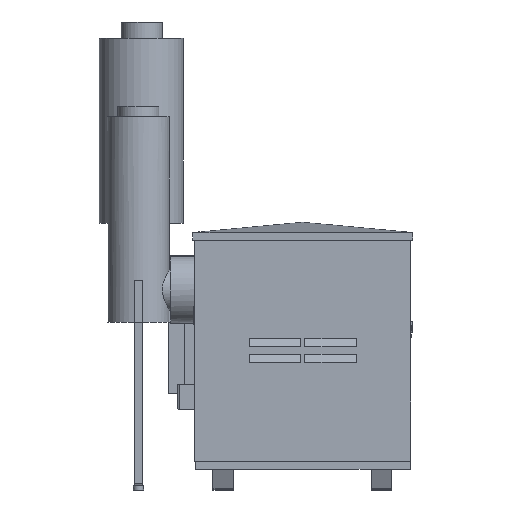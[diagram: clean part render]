
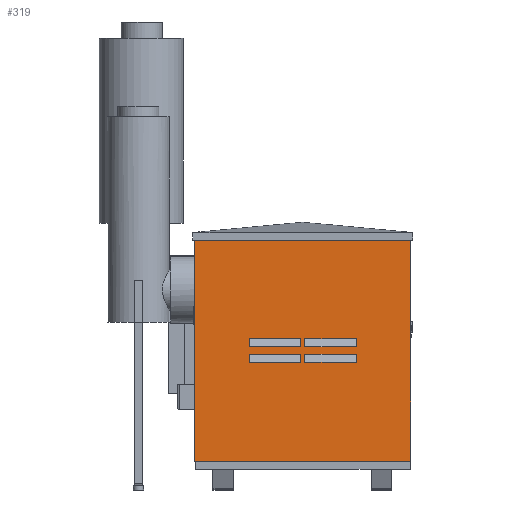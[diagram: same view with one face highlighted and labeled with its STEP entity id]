
A CAD part, left-side view. The second image highlights one B-rep face of the part: STEP entity #319.
In plain terms, the highlighted planar face has unit normal (-1, 0, 0).
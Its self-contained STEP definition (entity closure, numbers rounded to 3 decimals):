
#319 = ADVANCED_FACE( '', ( #819, #820, #821, #822, #823 ), #824, .T. );
#819 = FACE_OUTER_BOUND( '', #1519, .T. );
#820 = FACE_BOUND( '', #1520, .T. );
#821 = FACE_BOUND( '', #1521, .T. );
#822 = FACE_BOUND( '', #1522, .T. );
#823 = FACE_BOUND( '', #1523, .T. );
#824 = PLANE( '', #1524 );
#1519 = EDGE_LOOP( '', ( #2464, #2465, #2466, #2467 ) );
#1520 = EDGE_LOOP( '', ( #2468, #2469, #2470, #2471 ) );
#1521 = EDGE_LOOP( '', ( #2472, #2473, #2474, #2475 ) );
#1522 = EDGE_LOOP( '', ( #2476, #2477, #2478, #2479 ) );
#1523 = EDGE_LOOP( '', ( #2480, #2481, #2482, #2483 ) );
#1524 = AXIS2_PLACEMENT_3D( '', #2484, #2485, #2486 );
#2464 = ORIENTED_EDGE( '', *, *, #4143, .F. );
#2465 = ORIENTED_EDGE( '', *, *, #4144, .T. );
#2466 = ORIENTED_EDGE( '', *, *, #4012, .T. );
#2467 = ORIENTED_EDGE( '', *, *, #4145, .F. );
#2468 = ORIENTED_EDGE( '', *, *, #4146, .T. );
#2469 = ORIENTED_EDGE( '', *, *, #3971, .F. );
#2470 = ORIENTED_EDGE( '', *, *, #4147, .F. );
#2471 = ORIENTED_EDGE( '', *, *, #4148, .T. );
#2472 = ORIENTED_EDGE( '', *, *, #4149, .T. );
#2473 = ORIENTED_EDGE( '', *, *, #4050, .F. );
#2474 = ORIENTED_EDGE( '', *, *, #4035, .F. );
#2475 = ORIENTED_EDGE( '', *, *, #4150, .T. );
#2476 = ORIENTED_EDGE( '', *, *, #4151, .F. );
#2477 = ORIENTED_EDGE( '', *, *, #4152, .F. );
#2478 = ORIENTED_EDGE( '', *, *, #4153, .T. );
#2479 = ORIENTED_EDGE( '', *, *, #4154, .T. );
#2480 = ORIENTED_EDGE( '', *, *, #4155, .F. );
#2481 = ORIENTED_EDGE( '', *, *, #4043, .F. );
#2482 = ORIENTED_EDGE( '', *, *, #4131, .T. );
#2483 = ORIENTED_EDGE( '', *, *, #4156, .T. );
#2484 = CARTESIAN_POINT( '', ( 121.047, 1246.57, 1284.828 ) );
#2485 = DIRECTION( '', ( -1., 0., 0. ) );
#2486 = DIRECTION( '', ( 0., 1., 0. ) );
#3971 = EDGE_CURVE( '', #4735, #4738, #4739, .T. );
#4012 = EDGE_CURVE( '', #4809, #4810, #4811, .T. );
#4035 = EDGE_CURVE( '', #4849, #4851, #4852, .T. );
#4043 = EDGE_CURVE( '', #4862, #4864, #4865, .T. );
#4050 = EDGE_CURVE( '', #4851, #4875, #4876, .T. );
#4131 = EDGE_CURVE( '', #4862, #5013, #5015, .T. );
#4143 = EDGE_CURVE( '', #5033, #5034, #5035, .T. );
#4144 = EDGE_CURVE( '', #5033, #4809, #5036, .T. );
#4145 = EDGE_CURVE( '', #5034, #4810, #5037, .T. );
#4146 = EDGE_CURVE( '', #5038, #4738, #5039, .T. );
#4147 = EDGE_CURVE( '', #5040, #4735, #5041, .T. );
#4148 = EDGE_CURVE( '', #5040, #5038, #5042, .T. );
#4149 = EDGE_CURVE( '', #5043, #4875, #5044, .T. );
#4150 = EDGE_CURVE( '', #4849, #5043, #5045, .T. );
#4151 = EDGE_CURVE( '', #5046, #5047, #5048, .T. );
#4152 = EDGE_CURVE( '', #5049, #5046, #5050, .T. );
#4153 = EDGE_CURVE( '', #5049, #5051, #5052, .T. );
#4154 = EDGE_CURVE( '', #5051, #5047, #5053, .T. );
#4155 = EDGE_CURVE( '', #4864, #5054, #5055, .T. );
#4156 = EDGE_CURVE( '', #5013, #5054, #5056, .T. );
#4735 = VERTEX_POINT( '', #5825 );
#4738 = VERTEX_POINT( '', #5829 );
#4739 = LINE( '', #5830, #5831 );
#4809 = VERTEX_POINT( '', #5926 );
#4810 = VERTEX_POINT( '', #5927 );
#4811 = LINE( '', #5928, #5929 );
#4849 = VERTEX_POINT( '', #5982 );
#4851 = VERTEX_POINT( '', #5985 );
#4852 = LINE( '', #5986, #5987 );
#4862 = VERTEX_POINT( '', #5999 );
#4864 = VERTEX_POINT( '', #6002 );
#4865 = LINE( '', #6003, #6004 );
#4875 = VERTEX_POINT( '', #6016 );
#4876 = LINE( '', #6017, #6018 );
#5013 = VERTEX_POINT( '', #6435 );
#5015 = LINE( '', #6438, #6439 );
#5033 = VERTEX_POINT( '', #6460 );
#5034 = VERTEX_POINT( '', #6461 );
#5035 = LINE( '', #6462, #6463 );
#5036 = LINE( '', #6464, #6465 );
#5037 = LINE( '', #6466, #6467 );
#5038 = VERTEX_POINT( '', #6468 );
#5039 = LINE( '', #6469, #6470 );
#5040 = VERTEX_POINT( '', #6471 );
#5041 = LINE( '', #6472, #6473 );
#5042 = LINE( '', #6474, #6475 );
#5043 = VERTEX_POINT( '', #6476 );
#5044 = LINE( '', #6477, #6478 );
#5045 = LINE( '', #6479, #6480 );
#5046 = VERTEX_POINT( '', #6481 );
#5047 = VERTEX_POINT( '', #6482 );
#5048 = LINE( '', #6483, #6484 );
#5049 = VERTEX_POINT( '', #6485 );
#5050 = LINE( '', #6486, #6487 );
#5051 = VERTEX_POINT( '', #6488 );
#5052 = LINE( '', #6489, #6490 );
#5053 = LINE( '', #6491, #6492 );
#5054 = VERTEX_POINT( '', #6493 );
#5055 = LINE( '', #6494, #6495 );
#5056 = LINE( '', #6496, #6497 );
#5825 = CARTESIAN_POINT( '', ( 121.047, 1781.57, -272.477 ) );
#5829 = CARTESIAN_POINT( '', ( 121.047, 2031.57, -272.477 ) );
#5830 = CARTESIAN_POINT( '', ( 121.047, -1098.977, -272.477 ) );
#5831 = VECTOR( '', #7461, 1000. );
#5926 = CARTESIAN_POINT( '', ( 121.047, 2296.57, 206.025 ) );
#5927 = CARTESIAN_POINT( '', ( 121.047, 2296.57, -869.477 ) );
#5928 = CARTESIAN_POINT( '', ( 121.047, 2296.57, 1284.828 ) );
#5929 = VECTOR( '', #7505, 1000. );
#5982 = CARTESIAN_POINT( '', ( 121.047, 1781.57, -387.477 ) );
#5985 = CARTESIAN_POINT( '', ( 121.047, 1781.57, -347.477 ) );
#5986 = CARTESIAN_POINT( '', ( 121.047, 1781.57, -347.477 ) );
#5987 = VECTOR( '', #7537, 1000. );
#5999 = CARTESIAN_POINT( '', ( 121.047, 1761.57, -312.477 ) );
#6002 = CARTESIAN_POINT( '', ( 121.047, 1511.57, -312.477 ) );
#6003 = CARTESIAN_POINT( '', ( 121.047, 4642.118, -312.477 ) );
#6004 = VECTOR( '', #7547, 1000. );
#6016 = CARTESIAN_POINT( '', ( 121.047, 2031.57, -347.477 ) );
#6017 = CARTESIAN_POINT( '', ( 121.047, -1098.977, -347.477 ) );
#6018 = VECTOR( '', #7556, 1000. );
#6435 = CARTESIAN_POINT( '', ( 121.047, 1761.57, -272.477 ) );
#6438 = CARTESIAN_POINT( '', ( 121.047, 1761.57, -272.477 ) );
#6439 = VECTOR( '', #7659, 1000. );
#6460 = CARTESIAN_POINT( '', ( 121.047, 1246.57, 206.025 ) );
#6461 = CARTESIAN_POINT( '', ( 121.047, 1246.57, -869.477 ) );
#6462 = CARTESIAN_POINT( '', ( 121.047, 1246.57, 1284.828 ) );
#6463 = VECTOR( '', #7678, 1000. );
#6464 = CARTESIAN_POINT( '', ( 121.047, 1246.57, 206.025 ) );
#6465 = VECTOR( '', #7679, 1000. );
#6466 = CARTESIAN_POINT( '', ( 121.047, 1246.57, -869.477 ) );
#6467 = VECTOR( '', #7680, 1000. );
#6468 = CARTESIAN_POINT( '', ( 121.047, 2031.57, -312.477 ) );
#6469 = CARTESIAN_POINT( '', ( 121.047, 2031.57, -272.477 ) );
#6470 = VECTOR( '', #7681, 1000. );
#6471 = CARTESIAN_POINT( '', ( 121.047, 1781.57, -312.477 ) );
#6472 = CARTESIAN_POINT( '', ( 121.047, 1781.57, -272.477 ) );
#6473 = VECTOR( '', #7682, 1000. );
#6474 = CARTESIAN_POINT( '', ( 121.047, -1098.977, -312.477 ) );
#6475 = VECTOR( '', #7683, 1000. );
#6476 = CARTESIAN_POINT( '', ( 121.047, 2031.57, -387.477 ) );
#6477 = CARTESIAN_POINT( '', ( 121.047, 2031.57, -347.477 ) );
#6478 = VECTOR( '', #7684, 1000. );
#6479 = CARTESIAN_POINT( '', ( 121.047, -1098.977, -387.477 ) );
#6480 = VECTOR( '', #7685, 1000. );
#6481 = CARTESIAN_POINT( '', ( 121.047, 1511.57, -387.477 ) );
#6482 = CARTESIAN_POINT( '', ( 121.047, 1511.57, -347.477 ) );
#6483 = CARTESIAN_POINT( '', ( 121.047, 1511.57, -347.477 ) );
#6484 = VECTOR( '', #7686, 1000. );
#6485 = CARTESIAN_POINT( '', ( 121.047, 1761.57, -387.477 ) );
#6486 = CARTESIAN_POINT( '', ( 121.047, 4642.118, -387.477 ) );
#6487 = VECTOR( '', #7687, 1000. );
#6488 = CARTESIAN_POINT( '', ( 121.047, 1761.57, -347.477 ) );
#6489 = CARTESIAN_POINT( '', ( 121.047, 1761.57, -347.477 ) );
#6490 = VECTOR( '', #7688, 1000. );
#6491 = CARTESIAN_POINT( '', ( 121.047, 4642.118, -347.477 ) );
#6492 = VECTOR( '', #7689, 1000. );
#6493 = CARTESIAN_POINT( '', ( 121.047, 1511.57, -272.477 ) );
#6494 = CARTESIAN_POINT( '', ( 121.047, 1511.57, -272.477 ) );
#6495 = VECTOR( '', #7690, 1000. );
#6496 = CARTESIAN_POINT( '', ( 121.047, 4642.118, -272.477 ) );
#6497 = VECTOR( '', #7691, 1000. );
#7461 = DIRECTION( '', ( 0., 1., 0. ) );
#7505 = DIRECTION( '', ( 0., 0., -1. ) );
#7537 = DIRECTION( '', ( 0., 0., 1. ) );
#7547 = DIRECTION( '', ( 0., -1., 0. ) );
#7556 = DIRECTION( '', ( 0., 1., 0. ) );
#7659 = DIRECTION( '', ( 0., 0., 1. ) );
#7678 = DIRECTION( '', ( 0., 0., -1. ) );
#7679 = DIRECTION( '', ( 0., 1., 0. ) );
#7680 = DIRECTION( '', ( 0., 1., 0. ) );
#7681 = DIRECTION( '', ( 0., 0., 1. ) );
#7682 = DIRECTION( '', ( 0., 0., 1. ) );
#7683 = DIRECTION( '', ( 0., 1., 0. ) );
#7684 = DIRECTION( '', ( 0., 0., 1. ) );
#7685 = DIRECTION( '', ( 0., 1., 0. ) );
#7686 = DIRECTION( '', ( 0., 0., 1. ) );
#7687 = DIRECTION( '', ( 0., -1., 0. ) );
#7688 = DIRECTION( '', ( 0., 0., 1. ) );
#7689 = DIRECTION( '', ( 0., -1., 0. ) );
#7690 = DIRECTION( '', ( 0., 0., 1. ) );
#7691 = DIRECTION( '', ( 0., -1., 0. ) );
